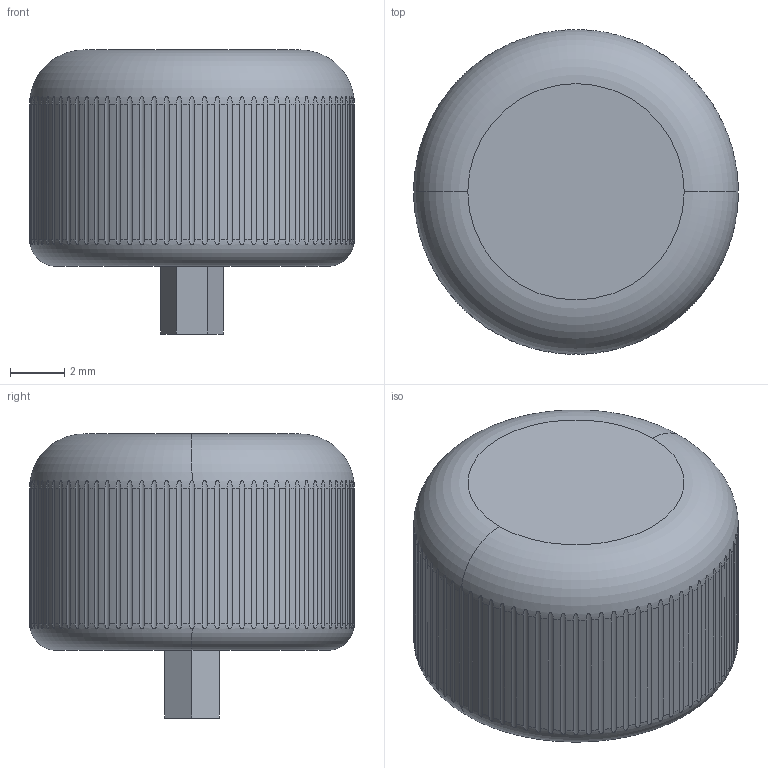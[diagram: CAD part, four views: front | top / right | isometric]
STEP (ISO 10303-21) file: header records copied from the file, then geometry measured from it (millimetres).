
FILE_DESCRIPTION (( 'STEP AP203' ), '1' );
FILE_NAME ('07SRN-2S.STEP', '2016-04-26T00:51:19', ( '' ), ( '' ), 'SwSTEP 2.0', 'SolidWorks 2016', '' );
FILE_SCHEMA (( 'CONFIG_CONTROL_DESIGN' ));
Length unit declared in the file: millimetre
Products named in the file (1): 07SRN-2S
Bounding box: 12 x 12 x 10.5 mm (x, y, z)
Volume: 874.6 mm3; surface area: 496.5 mm2
Topology: 1 solids, 1 shells, 173 faces, 510 edges, 340 vertices
Faces by surface type: cylinder 160, plane 9, torus 4
Entity records: 7965 total; most frequent: CARTESIAN_POINT 3428, ORIENTED_EDGE 1020, DIRECTION 862, EDGE_CURVE 510, AXIS2_PLACEMENT_3D 342, VERTEX_POINT 340, LINE 178, VECTOR 178
